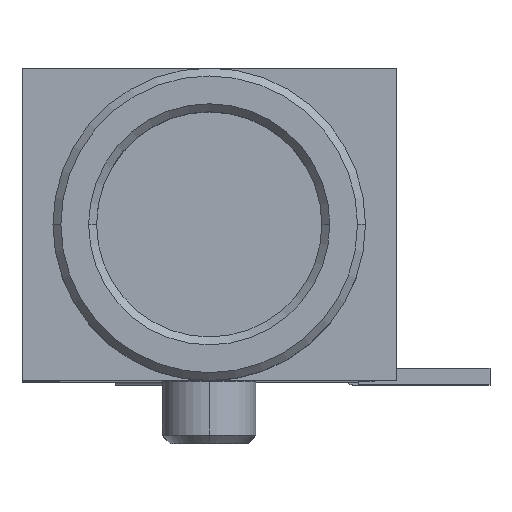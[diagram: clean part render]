
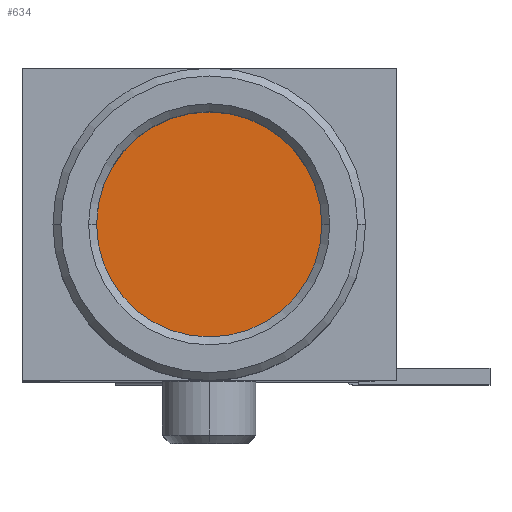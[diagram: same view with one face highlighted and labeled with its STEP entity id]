
A CAD part, top view. The second image highlights one B-rep face of the part: STEP entity #634.
In plain terms, the highlighted planar face has unit normal (0, 0, 1).
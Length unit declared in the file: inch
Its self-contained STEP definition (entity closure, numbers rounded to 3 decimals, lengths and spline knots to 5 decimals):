
#224 = VERTEX_POINT ( 'NONE', #1108 ) ;
#326 = VERTEX_POINT ( 'NONE', #1301 ) ;
#328 = EDGE_CURVE ( 'NONE', #224, #326, #1152, .T. ) ;
#633 = EDGE_CURVE ( 'NONE', #326, #224, #1739, .T. ) ;
#634 = ADVANCED_FACE ( 'NONE', ( #1965 ), #1964, .T. ) ;
#635 = EDGE_LOOP ( 'NONE', ( #636, #637 ) ) ;
#636 = ORIENTED_EDGE ( 'NONE', *, *, #328, .T. ) ;
#637 = ORIENTED_EDGE ( 'NONE', *, *, #633, .T. ) ;
#1108 = CARTESIAN_POINT ( 'NONE',  ( -0.071, 0., 0. ) ) ;
#1152 = CIRCLE ( 'NONE', #1161, 0.071 ) ;
#1159 = DIRECTION ( 'NONE',  ( 1., 0., 0. ) ) ;
#1160 = DIRECTION ( 'NONE',  ( 0., 0., 1. ) ) ;
#1161 = AXIS2_PLACEMENT_3D ( 'NONE', #1162, #1160, #1159 ) ;
#1162 = CARTESIAN_POINT ( 'NONE',  ( 0., 0., 0. ) ) ;
#1301 = CARTESIAN_POINT ( 'NONE',  ( 0.071, 0., 0. ) ) ;
#1737 = DIRECTION ( 'NONE',  ( 0., 0., 1. ) ) ;
#1738 = AXIS2_PLACEMENT_3D ( 'NONE', #1745, #1737, #1966 ) ;
#1739 = CIRCLE ( 'NONE', #1738, 0.071 ) ;
#1745 = CARTESIAN_POINT ( 'NONE',  ( 0., 0., 0. ) ) ;
#1959 = DIRECTION ( 'NONE',  ( 1., 0., 0. ) ) ;
#1960 = DIRECTION ( 'NONE',  ( 0., 0., 1. ) ) ;
#1961 = AXIS2_PLACEMENT_3D ( 'NONE', #1963, #1960, #1959 ) ;
#1963 = CARTESIAN_POINT ( 'NONE',  ( -0.118, -0.0985, 0. ) ) ;
#1964 = PLANE ( 'NONE',  #1961 ) ;
#1965 = FACE_OUTER_BOUND ( 'NONE', #635, .T. ) ;
#1966 = DIRECTION ( 'NONE',  ( 1., 0., 0. ) ) ;
